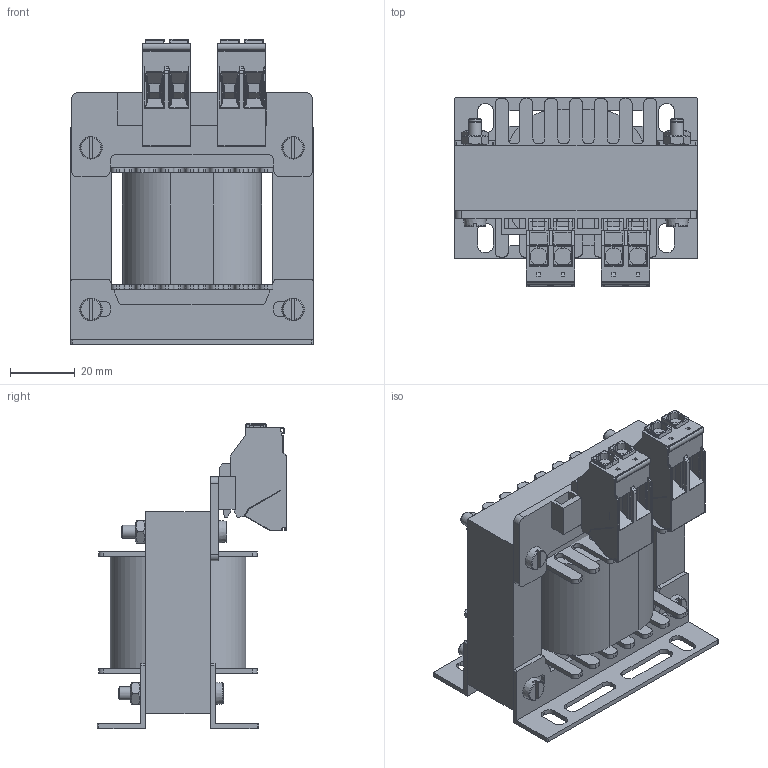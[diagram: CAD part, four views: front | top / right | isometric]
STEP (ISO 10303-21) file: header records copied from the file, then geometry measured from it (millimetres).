
FILE_DESCRIPTION(/* description */ (''),/* implementation_level */ '2;1');
FILE_NAME(/* name */ 'TA000403200.stp',/* time_stamp */ '2022-09-21T09:39:24+02:00',/* author */ ('velazquez'),/* organization */ (''),/* preprocessor_version */ 'ST-DEVELOPER v19.2',/* originating_system */ 'Autodesk Inventor 2023',/* authorisation */ '');
FILE_SCHEMA (('AUTOMOTIVE_DESIGN { 1 0 10303 214 3 1 1 }'));
Products named in the file (9): TA000403200; EI75 x 62,5 - 20 (RC25); AF25DIN; DIN 934 - M4; DIN 84 - M4 x 30; EI 75 X 62,5 - 20; EI75; ficha2faston1223_TKS_4_2; 1223_TKS_4_2 NARANJA
Assembly tree (15 placements, depth 2):
  TA000403200
    EI75 x 62,5 - 20 (RC25)
    AF25DIN  x2
    DIN 934 - M4  x4
    DIN 84 - M4 x 30  x4
    EI 75 X 62,5 - 20
    EI75
    ficha2faston1223_TKS_4_2
    1223_TKS_4_2 NARANJA
Bounding box: 75 x 58.7 x 94.35 mm (x, y, z)
Volume: 138061 mm3; surface area: 59835.6 mm2
Topology: 15 solids, 15 shells, 3810 faces, 10688 edges, 6966 vertices
Faces by surface type: plane 3032, cylinder 556, bspline 106, torus 84, cone 28, sphere 4
Full cylindrical faces by diameter (mm): 3.242 x4, 3.621 x4, 4 x6, 4.5 x4
Entity records: 122860 total; most frequent: CARTESIAN_POINT 25377, ORIENTED_EDGE 20598, DIRECTION 18574, EDGE_CURVE 10299, LINE 8910, VECTOR 8910, VERTEX_POINT 6717, AXIS2_PLACEMENT_3D 4832
